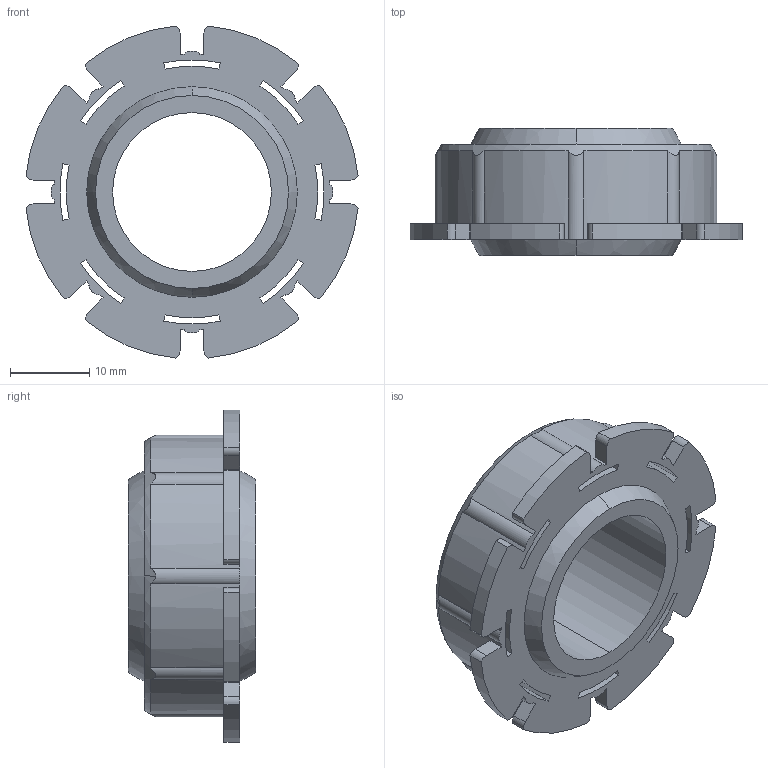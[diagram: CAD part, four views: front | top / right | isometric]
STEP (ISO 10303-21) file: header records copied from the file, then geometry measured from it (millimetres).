
FILE_DESCRIPTION(('STEP AP214'),'1');
FILE_NAME('EGFM_20_T_1.stp','2017-11-07T09:20:52',('igus GmbH'),(''),'Spatial InterOp 3D',' ',' ');
FILE_SCHEMA(('AUTOMOTIVE_DESIGN'));
Length unit declared in the file: millimetre
Products named in the file (1): 2017_11_07__10-20-52-841
Bounding box: 41.8 x 16 x 41.8 mm (x, y, z)
Volume: 8602.2 mm3; surface area: 6010.9 mm2
Topology: 1 solids, 1 shells, 108 faces, 312 edges, 208 vertices
Faces by surface type: cylinder 58, plane 44, sphere 4, cone 2
Entity records: 4688 total; most frequent: CARTESIAN_POINT 799, DIRECTION 658, ORIENTED_EDGE 624, EDGE_CURVE 312, AXIS2_PLACEMENT_3D 247, VERTEX_POINT 208, LINE 164, VECTOR 164
